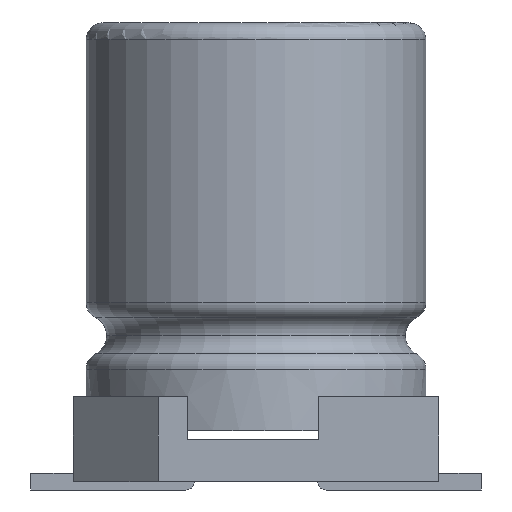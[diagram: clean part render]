
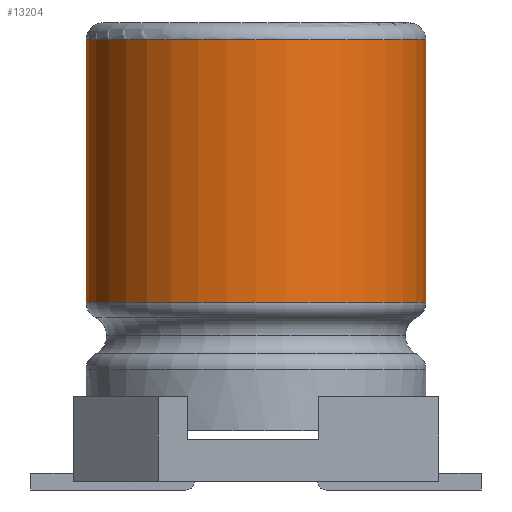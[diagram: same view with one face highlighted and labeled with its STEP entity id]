
A CAD part, front view. The second image highlights one B-rep face of the part: STEP entity #13204.
In plain terms, the highlighted cylindrical face has radius 2 mm (diameter 4 mm), a partial arc.
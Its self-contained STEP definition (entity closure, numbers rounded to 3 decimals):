
#166 = VERTEX_POINT ( 'NONE', #639 ) ;
#261 = LINE ( 'NONE', #2439, #6155 ) ;
#344 = VERTEX_POINT ( 'NONE', #7311 ) ;
#639 = CARTESIAN_POINT ( 'NONE',  ( -2., 0., 5.2 ) ) ;
#888 = CYLINDRICAL_SURFACE ( 'NONE', #5130, 2. ) ;
#1122 = FACE_OUTER_BOUND ( 'NONE', #9088, .T. ) ;
#1135 = CIRCLE ( 'NONE', #4594, 2. ) ;
#1202 = DIRECTION ( 'NONE',  ( -1., 0., 0. ) ) ;
#2439 = CARTESIAN_POINT ( 'NONE',  ( 2., 0., 5.4 ) ) ;
#2490 = LINE ( 'NONE', #14089, #3170 ) ;
#2734 = DIRECTION ( 'NONE',  ( 0., 0., -1. ) ) ;
#3170 = VECTOR ( 'NONE', #2734, 1000. ) ;
#3549 = DIRECTION ( 'NONE',  ( 0., 0., -1. ) ) ;
#3561 = DIRECTION ( 'NONE',  ( 0., 0., 1. ) ) ;
#4213 = VERTEX_POINT ( 'NONE', #13831 ) ;
#4215 = EDGE_CURVE ( 'NONE', #4213, #10359, #11395, .T. ) ;
#4544 = DIRECTION ( 'NONE',  ( 1., 0., 0. ) ) ;
#4594 = AXIS2_PLACEMENT_3D ( 'NONE', #9363, #5633, #4544 ) ;
#4741 = ORIENTED_EDGE ( 'NONE', *, *, #6768, .T. ) ;
#5130 = AXIS2_PLACEMENT_3D ( 'NONE', #15080, #3549, #1202 ) ;
#5485 = EDGE_CURVE ( 'NONE', #166, #4213, #2490, .T. ) ;
#5633 = DIRECTION ( 'NONE',  ( 0., 0., -1. ) ) ;
#6151 = ORIENTED_EDGE ( 'NONE', *, *, #4215, .T. ) ;
#6155 = VECTOR ( 'NONE', #14131, 1000. ) ;
#6768 = EDGE_CURVE ( 'NONE', #344, #166, #1135, .T. ) ;
#6920 = CARTESIAN_POINT ( 'NONE',  ( 2., 0., 2.109 ) ) ;
#7311 = CARTESIAN_POINT ( 'NONE',  ( 2., 0., 5.2 ) ) ;
#8776 = EDGE_CURVE ( 'NONE', #344, #10359, #261, .T. ) ;
#9088 = EDGE_LOOP ( 'NONE', ( #15610, #4741, #9323, #6151 ) ) ;
#9323 = ORIENTED_EDGE ( 'NONE', *, *, #5485, .T. ) ;
#9363 = CARTESIAN_POINT ( 'NONE',  ( 0., 0., 5.2 ) ) ;
#10359 = VERTEX_POINT ( 'NONE', #6920 ) ;
#11339 = DIRECTION ( 'NONE',  ( -1., 0., 0. ) ) ;
#11395 = CIRCLE ( 'NONE', #15937, 2. ) ;
#13204 = ADVANCED_FACE ( 'NONE', ( #1122 ), #888, .T. ) ;
#13831 = CARTESIAN_POINT ( 'NONE',  ( -2., 0., 2.109 ) ) ;
#14089 = CARTESIAN_POINT ( 'NONE',  ( -2., 0., 5.4 ) ) ;
#14131 = DIRECTION ( 'NONE',  ( 0., 0., -1. ) ) ;
#14938 = CARTESIAN_POINT ( 'NONE',  ( 0., 0., 2.109 ) ) ;
#15080 = CARTESIAN_POINT ( 'NONE',  ( 0., 0., 5.4 ) ) ;
#15610 = ORIENTED_EDGE ( 'NONE', *, *, #8776, .F. ) ;
#15937 = AXIS2_PLACEMENT_3D ( 'NONE', #14938, #3561, #11339 ) ;
